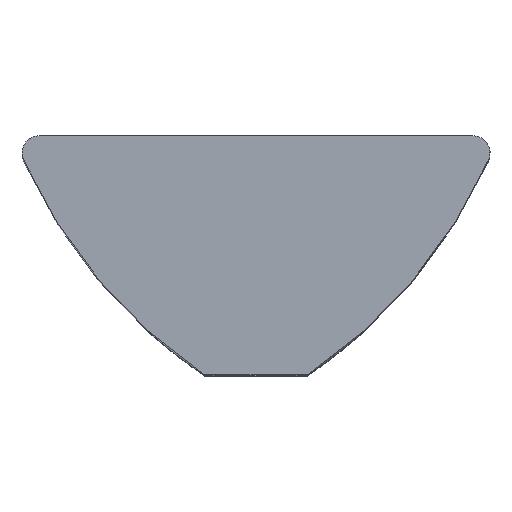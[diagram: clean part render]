
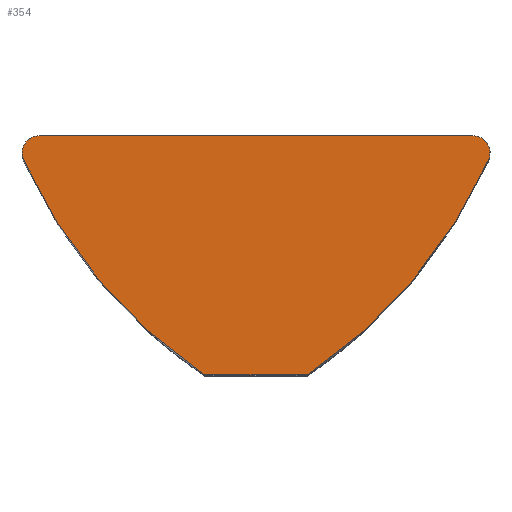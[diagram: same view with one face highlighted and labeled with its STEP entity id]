
A CAD part, top view. The second image highlights one B-rep face of the part: STEP entity #354.
In plain terms, the highlighted planar face has unit normal (0, 0, 1).
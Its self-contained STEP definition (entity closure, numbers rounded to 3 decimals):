
#21=PLANE('',#415);
#32=LINE('',#587,#52);
#35=LINE('',#593,#55);
#52=VECTOR('',#447,1000.);
#55=VECTOR('',#452,1000.);
#90=FACE_OUTER_BOUND('',#109,.T.);
#109=EDGE_LOOP('',(#296,#297,#298,#299,#300,#301,#302));
#122=CIRCLE('',#392,15.);
#127=CIRCLE('',#400,0.5);
#132=CIRCLE('',#408,0.5);
#133=CIRCLE('',#410,0.5);
#135=CIRCLE('',#413,15.);
#150=VERTEX_POINT('',#584);
#151=VERTEX_POINT('',#586);
#152=VERTEX_POINT('',#590);
#153=VERTEX_POINT('',#592);
#158=VERTEX_POINT('',#621);
#167=VERTEX_POINT('',#661);
#168=VERTEX_POINT('',#662);
#185=EDGE_CURVE('',#151,#150,#32,.T.);
#188=EDGE_CURVE('',#153,#152,#35,.T.);
#195=EDGE_CURVE('',#152,#158,#122,.T.);
#205=EDGE_CURVE('',#167,#168,#127,.T.);
#215=EDGE_CURVE('',#158,#151,#132,.T.);
#216=EDGE_CURVE('',#150,#167,#133,.T.);
#218=EDGE_CURVE('',#168,#153,#135,.T.);
#296=ORIENTED_EDGE('',*,*,#215,.T.);
#297=ORIENTED_EDGE('',*,*,#185,.T.);
#298=ORIENTED_EDGE('',*,*,#216,.T.);
#299=ORIENTED_EDGE('',*,*,#205,.T.);
#300=ORIENTED_EDGE('',*,*,#218,.T.);
#301=ORIENTED_EDGE('',*,*,#188,.T.);
#302=ORIENTED_EDGE('',*,*,#195,.T.);
#354=ADVANCED_FACE('',(#90),#21,.F.);
#392=AXIS2_PLACEMENT_3D('',#623,#461,#462);
#400=AXIS2_PLACEMENT_3D('',#663,#481,#482);
#408=AXIS2_PLACEMENT_3D('',#679,#502,#503);
#410=AXIS2_PLACEMENT_3D('',#681,#506,#507);
#413=AXIS2_PLACEMENT_3D('',#684,#512,#513);
#415=AXIS2_PLACEMENT_3D('',#686,#516,#517);
#447=DIRECTION('',(-1.,0.,0.));
#452=DIRECTION('',(1.,0.,0.));
#461=DIRECTION('center_axis',(0.,0.,1.));
#462=DIRECTION('ref_axis',(-1.,0.,0.));
#481=DIRECTION('center_axis',(0.,0.,1.));
#482=DIRECTION('ref_axis',(1.,0.,0.));
#502=DIRECTION('center_axis',(0.,0.,1.));
#503=DIRECTION('ref_axis',(-1.,0.,0.));
#506=DIRECTION('center_axis',(0.,0.,1.));
#507=DIRECTION('ref_axis',(1.,0.,0.));
#512=DIRECTION('center_axis',(0.,0.,1.));
#513=DIRECTION('ref_axis',(1.,0.,0.));
#516=DIRECTION('center_axis',(0.,0.,-1.));
#517=DIRECTION('ref_axis',(0.,-1.,0.));
#584=CARTESIAN_POINT('',(-6.35,0.,11.));
#586=CARTESIAN_POINT('',(6.35,0.,11.));
#587=CARTESIAN_POINT('',(6.35,0.,11.));
#590=CARTESIAN_POINT('',(1.5,-7.,11.));
#592=CARTESIAN_POINT('',(-1.5,-7.,11.));
#593=CARTESIAN_POINT('',(1.5,-7.,11.));
#621=CARTESIAN_POINT('',(6.806,-0.705,11.));
#623=CARTESIAN_POINT('Origin',(-6.876,5.444,11.));
#661=CARTESIAN_POINT('',(-6.85,-0.5,11.));
#662=CARTESIAN_POINT('',(-6.806,-0.705,11.));
#663=CARTESIAN_POINT('Origin',(-6.35,-0.5,11.));
#679=CARTESIAN_POINT('Origin',(6.35,-0.5,11.));
#681=CARTESIAN_POINT('Origin',(-6.35,-0.5,11.));
#684=CARTESIAN_POINT('Origin',(6.876,5.444,11.));
#686=CARTESIAN_POINT('Origin',(6.35,-0.5,11.));
